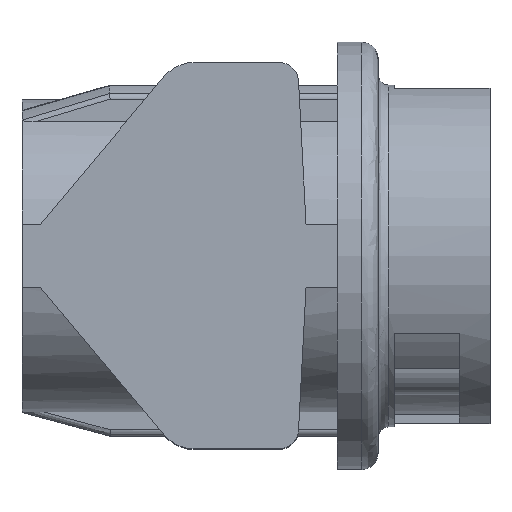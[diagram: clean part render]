
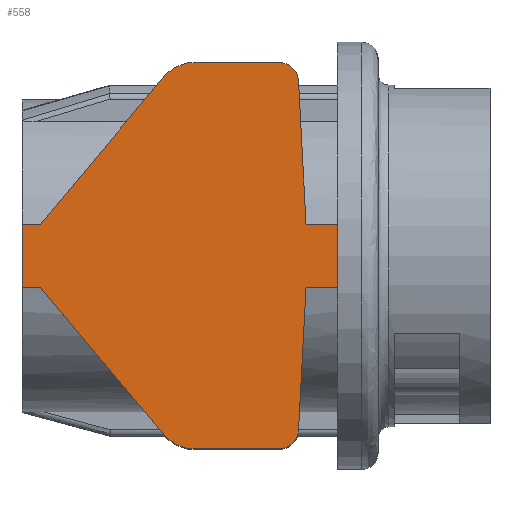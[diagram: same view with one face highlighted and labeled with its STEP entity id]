
A CAD part, top view. The second image highlights one B-rep face of the part: STEP entity #558.
In plain terms, the highlighted planar face has unit normal (0, 0, 1).
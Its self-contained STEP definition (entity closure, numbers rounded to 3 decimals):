
#217=PLANE('',#4890);
#558=ADVANCED_FACE('',(#858),#217,.T.);
#858=FACE_OUTER_BOUND('',#1110,.T.);
#1110=EDGE_LOOP('',(#2709,#2710,#2711,#2712,#2713,#2714,#2715,#2716,#2717,
#2718,#2719,#2720,#2721,#2722,#2723,#2724));
#1403=LINE('',#6744,#1809);
#1407=LINE('',#6756,#1813);
#1494=LINE('',#7230,#1900);
#1498=LINE('',#7242,#1904);
#1500=LINE('',#7247,#1906);
#1504=LINE('',#7258,#1910);
#1507=LINE('',#7263,#1913);
#1511=LINE('',#7272,#1917);
#1512=LINE('',#7275,#1918);
#1513=LINE('',#7277,#1919);
#1514=LINE('',#7278,#1920);
#1515=LINE('',#7280,#1921);
#1809=VECTOR('',#5427,1.);
#1813=VECTOR('',#5439,1.);
#1900=VECTOR('',#5699,1.);
#1904=VECTOR('',#5711,1.);
#1906=VECTOR('',#5715,1.);
#1910=VECTOR('',#5729,1.);
#1913=VECTOR('',#5732,1.);
#1917=VECTOR('',#5738,1.);
#1918=VECTOR('',#5743,1.);
#1919=VECTOR('',#5744,1.);
#1920=VECTOR('',#5745,1.);
#1921=VECTOR('',#5746,1.);
#2709=ORIENTED_EDGE('',*,*,#4241,.T.);
#2710=ORIENTED_EDGE('',*,*,#4240,.T.);
#2711=ORIENTED_EDGE('',*,*,#4242,.T.);
#2712=ORIENTED_EDGE('',*,*,#4243,.F.);
#2713=ORIENTED_EDGE('',*,*,#4233,.T.);
#2714=ORIENTED_EDGE('',*,*,#4227,.T.);
#2715=ORIENTED_EDGE('',*,*,#4230,.T.);
#2716=ORIENTED_EDGE('',*,*,#4225,.T.);
#2717=ORIENTED_EDGE('',*,*,#4220,.T.);
#2718=ORIENTED_EDGE('',*,*,#4219,.T.);
#2719=ORIENTED_EDGE('',*,*,#4236,.T.);
#2720=ORIENTED_EDGE('',*,*,#4244,.F.);
#2721=ORIENTED_EDGE('',*,*,#4245,.T.);
#2722=ORIENTED_EDGE('',*,*,#4075,.T.);
#2723=ORIENTED_EDGE('',*,*,#4072,.T.);
#2724=ORIENTED_EDGE('',*,*,#4069,.T.);
#3574=VERTEX_POINT('',#6743);
#3575=VERTEX_POINT('',#6745);
#3577=VERTEX_POINT('',#6751);
#3579=VERTEX_POINT('',#6757);
#3669=VERTEX_POINT('',#7224);
#3672=VERTEX_POINT('',#7229);
#3673=VERTEX_POINT('',#7233);
#3675=VERTEX_POINT('',#7239);
#3678=VERTEX_POINT('',#7246);
#3679=VERTEX_POINT('',#7248);
#3681=VERTEX_POINT('',#7259);
#3682=VERTEX_POINT('',#7262);
#3683=VERTEX_POINT('',#7266);
#3686=VERTEX_POINT('',#7271);
#3687=VERTEX_POINT('',#7276);
#3688=VERTEX_POINT('',#7279);
#4069=EDGE_CURVE('',#3575,#3574,#1403,.T.);
#4072=EDGE_CURVE('',#3577,#3575,#4579,.T.);
#4075=EDGE_CURVE('',#3579,#3577,#1407,.T.);
#4219=EDGE_CURVE('',#3669,#3672,#1494,.T.);
#4220=EDGE_CURVE('',#3673,#3669,#4616,.T.);
#4225=EDGE_CURVE('',#3675,#3673,#1498,.T.);
#4227=EDGE_CURVE('',#3679,#3678,#1500,.T.);
#4230=EDGE_CURVE('',#3678,#3675,#4618,.T.);
#4233=EDGE_CURVE('',#3681,#3679,#1504,.T.);
#4236=EDGE_CURVE('',#3672,#3682,#1507,.T.);
#4240=EDGE_CURVE('',#3683,#3686,#1511,.T.);
#4241=EDGE_CURVE('',#3574,#3683,#4620,.T.);
#4242=EDGE_CURVE('',#3686,#3687,#1512,.T.);
#4243=EDGE_CURVE('',#3681,#3687,#1513,.T.);
#4244=EDGE_CURVE('',#3688,#3682,#1514,.T.);
#4245=EDGE_CURVE('',#3688,#3579,#1515,.T.);
#4579=CIRCLE('',#4788,2.);
#4616=CIRCLE('',#4878,2.);
#4618=CIRCLE('',#4883,1.);
#4620=CIRCLE('',#4889,1.);
#4788=AXIS2_PLACEMENT_3D('',#6750,#5432,#5433);
#4878=AXIS2_PLACEMENT_3D('',#7232,#5702,#5703);
#4883=AXIS2_PLACEMENT_3D('',#7253,#5720,#5721);
#4889=AXIS2_PLACEMENT_3D('',#7274,#5741,#5742);
#4890=AXIS2_PLACEMENT_3D('',#7281,#5747,#5748);
#5427=DIRECTION('',(1.,0.,0.));
#5432=DIRECTION('',(0.,0.,1.));
#5433=DIRECTION('',(-0.766,-0.643,0.));
#5439=DIRECTION('',(0.643,-0.766,0.));
#5699=DIRECTION('',(-0.643,-0.766,0.));
#5702=DIRECTION('',(0.,0.,1.));
#5703=DIRECTION('',(0.,1.,0.));
#5711=DIRECTION('',(-1.,0.,0.));
#5715=DIRECTION('',(-0.052,0.999,0.));
#5720=DIRECTION('',(0.,0.,1.));
#5721=DIRECTION('',(0.999,0.052,0.));
#5729=DIRECTION('',(-1.,0.,0.));
#5732=DIRECTION('',(-1.,0.,0.));
#5738=DIRECTION('',(0.052,0.999,0.));
#5741=DIRECTION('',(0.,0.,1.));
#5742=DIRECTION('',(0.,-1.,0.));
#5743=DIRECTION('',(1.,0.,0.));
#5744=DIRECTION('',(0.,-1.,0.));
#5745=DIRECTION('',(0.,1.,0.));
#5746=DIRECTION('',(1.,0.,0.));
#5747=DIRECTION('',(0.,0.,1.));
#5748=DIRECTION('',(1.,0.,0.));
#6743=CARTESIAN_POINT('',(1.092,-9.5,8.85));
#6744=CARTESIAN_POINT('',(-2.997,-9.5,8.85));
#6745=CARTESIAN_POINT('',(-2.997,-9.5,8.85));
#6750=CARTESIAN_POINT('',(-2.997,-7.5,8.85));
#6751=CARTESIAN_POINT('',(-4.529,-8.786,8.85));
#6756=CARTESIAN_POINT('',(-10.6,-1.55,8.85));
#6757=CARTESIAN_POINT('',(-10.6,-1.55,8.85));
#7224=CARTESIAN_POINT('',(-4.529,8.786,8.85));
#7229=CARTESIAN_POINT('',(-10.6,1.55,8.85));
#7230=CARTESIAN_POINT('',(-4.529,8.786,8.85));
#7232=CARTESIAN_POINT('',(-2.997,7.5,8.85));
#7233=CARTESIAN_POINT('',(-2.997,9.5,8.85));
#7239=CARTESIAN_POINT('',(1.092,9.5,8.85));
#7242=CARTESIAN_POINT('',(1.092,9.5,8.85));
#7246=CARTESIAN_POINT('',(2.091,8.552,8.85));
#7247=CARTESIAN_POINT('',(2.458,1.55,8.85));
#7248=CARTESIAN_POINT('',(2.458,1.55,8.85));
#7253=CARTESIAN_POINT('',(1.092,8.5,8.85));
#7258=CARTESIAN_POINT('',(4.,1.55,8.85));
#7259=CARTESIAN_POINT('',(4.,1.55,8.85));
#7262=CARTESIAN_POINT('',(-11.5,1.55,8.85));
#7263=CARTESIAN_POINT('',(-10.6,1.55,8.85));
#7266=CARTESIAN_POINT('',(2.091,-8.552,8.85));
#7271=CARTESIAN_POINT('',(2.458,-1.55,8.85));
#7272=CARTESIAN_POINT('',(2.091,-8.552,8.85));
#7274=CARTESIAN_POINT('',(1.092,-8.5,8.85));
#7275=CARTESIAN_POINT('',(2.458,-1.55,8.85));
#7276=CARTESIAN_POINT('',(4.,-1.55,8.85));
#7277=CARTESIAN_POINT('',(4.,1.55,8.85));
#7278=CARTESIAN_POINT('',(-11.5,-1.55,8.85));
#7279=CARTESIAN_POINT('',(-11.5,-1.55,8.85));
#7280=CARTESIAN_POINT('',(-11.5,-1.55,8.85));
#7281=CARTESIAN_POINT('',(-11.6,-10.55,8.85));
